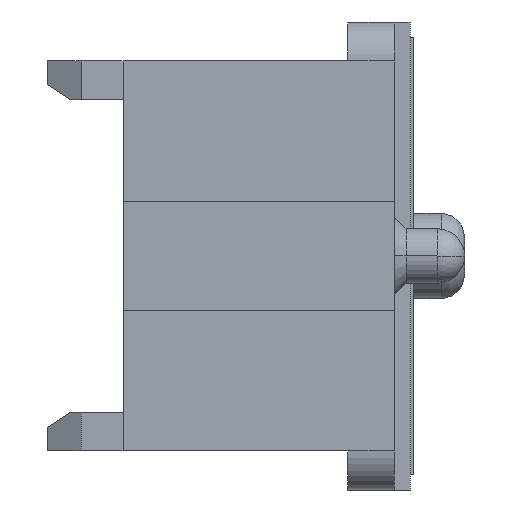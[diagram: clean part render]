
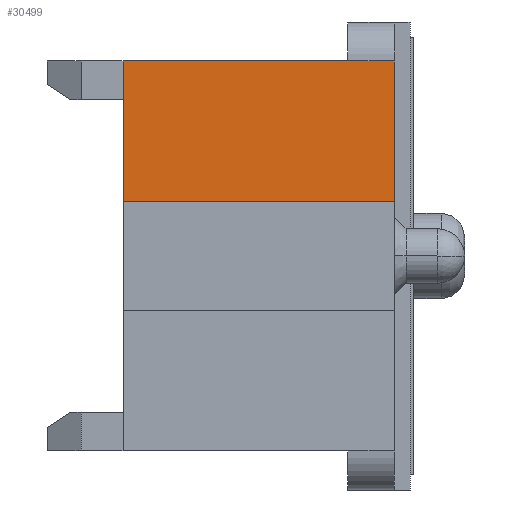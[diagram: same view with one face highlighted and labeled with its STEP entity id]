
A CAD part, left-side view. The second image highlights one B-rep face of the part: STEP entity #30499.
In plain terms, the highlighted planar face has unit normal (-1, 0, 0).
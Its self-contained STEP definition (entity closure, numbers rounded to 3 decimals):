
#49=DIRECTION('',(0.,1.,0.));
#50=VECTOR('',#49,0.6);
#51=CARTESIAN_POINT('',(-22.9,0.2,2.5));
#52=LINE('30714',#51,#50);
#57=DIRECTION('',(0.,0.,1.));
#58=VECTOR('',#57,1.8);
#59=CARTESIAN_POINT('',(-22.9,0.2,0.7));
#60=LINE('30716',#59,#58);
#61=DIRECTION('',(0.,1.,0.));
#62=VECTOR('',#61,2.88);
#63=CARTESIAN_POINT('',(-22.9,0.8,2.5));
#64=LINE('29277',#63,#62);
#65=DIRECTION('',(0.,1.,0.));
#66=VECTOR('',#65,3.48);
#67=CARTESIAN_POINT('',(-22.9,0.2,0.7));
#68=LINE('30729',#67,#66);
#1171=DIRECTION('',(0.,0.,1.));
#1172=VECTOR('',#1171,1.8);
#1173=CARTESIAN_POINT('',(-22.9,3.68,0.7));
#1174=LINE('30730',#1173,#1172);
#23281=CARTESIAN_POINT('',(-22.9,0.8,2.5));
#23282=VERTEX_POINT('',#23281);
#23283=CARTESIAN_POINT('',(-22.9,3.68,2.5));
#23284=VERTEX_POINT('',#23283);
#25615=CARTESIAN_POINT('',(-22.9,0.2,2.5));
#25617=VERTEX_POINT('',#25615);
#25619=CARTESIAN_POINT('',(-22.9,0.2,0.7));
#25620=VERTEX_POINT('',#25619);
#25635=CARTESIAN_POINT('',(-22.9,3.68,0.7));
#25636=VERTEX_POINT('',#25635);
#30484=CARTESIAN_POINT('',(-22.9,1.94,1.6));
#30485=DIRECTION('',(1.,0.,0.));
#30486=DIRECTION('',(0.,0.,1.));
#30487=AXIS2_PLACEMENT_3D('',#30484,#30485,#30486);
#30488=PLANE('27383',#30487);
#30489=ORIENTED_EDGE('30714',*,*,#30475,.F.);
#30490=ORIENTED_EDGE('30716',*,*,#30439,.F.);
#30492=ORIENTED_EDGE('30729',*,*,#30491,.T.);
#30494=ORIENTED_EDGE('30730',*,*,#30493,.T.);
#30496=ORIENTED_EDGE('29277',*,*,#30495,.F.);
#30497=EDGE_LOOP('27383',(#30489,#30490,#30492,#30494,#30496));
#30498=FACE_OUTER_BOUND('27383',#30497,.F.);
#30499=ADVANCED_FACE('27383',(#30498),#30488,.F.);
#30439=EDGE_CURVE('30716',#25620,#25617,#60,.T.);
#30475=EDGE_CURVE('30714',#25617,#23282,#52,.T.);
#30491=EDGE_CURVE('30729',#25620,#25636,#68,.T.);
#30493=EDGE_CURVE('30730',#25636,#23284,#1174,.T.);
#30495=EDGE_CURVE('29277',#23282,#23284,#64,.T.);
